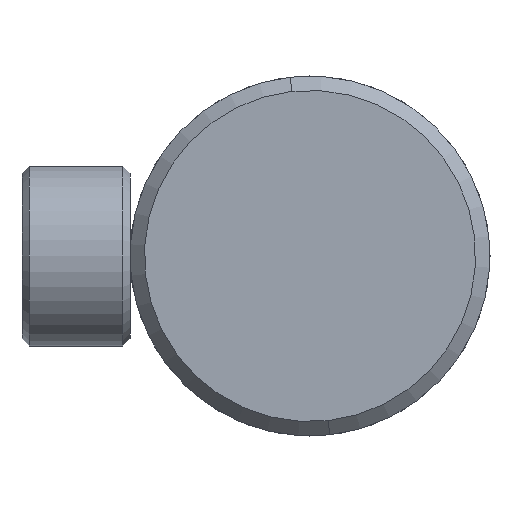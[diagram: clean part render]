
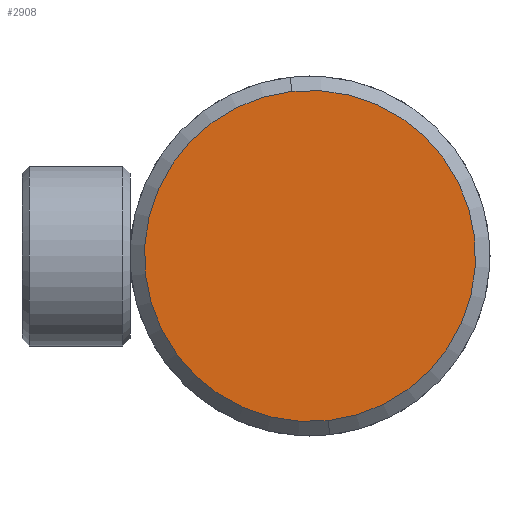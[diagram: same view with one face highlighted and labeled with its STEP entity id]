
A CAD part, left-side view. The second image highlights one B-rep face of the part: STEP entity #2908.
In plain terms, the highlighted planar face has unit normal (-1, 0, 0).
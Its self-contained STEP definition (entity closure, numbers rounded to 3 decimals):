
#38 = CARTESIAN_POINT ( 'NONE',  ( 0., 0., 0. ) ) ;
#54 = DIRECTION ( 'NONE',  ( 0., 0., 1. ) ) ;
#65 = ORIENTED_EDGE ( 'NONE', *, *, #1800, .F. ) ;
#287 = DIRECTION ( 'NONE',  ( 0., 0., -1. ) ) ;
#533 = CARTESIAN_POINT ( 'NONE',  ( 0., 0., 0. ) ) ;
#596 = EDGE_CURVE ( 'NONE', #2752, #2811, #3076, .T. ) ;
#721 = FACE_OUTER_BOUND ( 'NONE', #852, .T. ) ;
#852 = EDGE_LOOP ( 'NONE', ( #65, #2329 ) ) ;
#860 = AXIS2_PLACEMENT_3D ( 'NONE', #38, #1743, #287 ) ;
#886 = AXIS2_PLACEMENT_3D ( 'NONE', #533, #1512, #54 ) ;
#1308 = DIRECTION ( 'NONE',  ( 1., 0., 0. ) ) ;
#1512 = DIRECTION ( 'NONE',  ( -1., 0., 0. ) ) ;
#1743 = DIRECTION ( 'NONE',  ( 1., 0., 0. ) ) ;
#1800 = EDGE_CURVE ( 'NONE', #2811, #2752, #3036, .T. ) ;
#2174 = CARTESIAN_POINT ( 'NONE',  ( 0., 0., 23. ) ) ;
#2198 = CARTESIAN_POINT ( 'NONE',  ( 0., 0., -23. ) ) ;
#2329 = ORIENTED_EDGE ( 'NONE', *, *, #596, .F. ) ;
#2468 = PLANE ( 'NONE',  #886 ) ;
#2745 = CARTESIAN_POINT ( 'NONE',  ( 0., 0., 0. ) ) ;
#2752 = VERTEX_POINT ( 'NONE', #2174 ) ;
#2811 = VERTEX_POINT ( 'NONE', #2198 ) ;
#2815 = AXIS2_PLACEMENT_3D ( 'NONE', #2745, #1308, #2991 ) ;
#2908 = ADVANCED_FACE ( 'NONE', ( #721 ), #2468, .T. ) ;
#2991 = DIRECTION ( 'NONE',  ( 0., 0., -1. ) ) ;
#3036 = CIRCLE ( 'NONE', #2815, 23. ) ;
#3076 = CIRCLE ( 'NONE', #860, 23. ) ;
